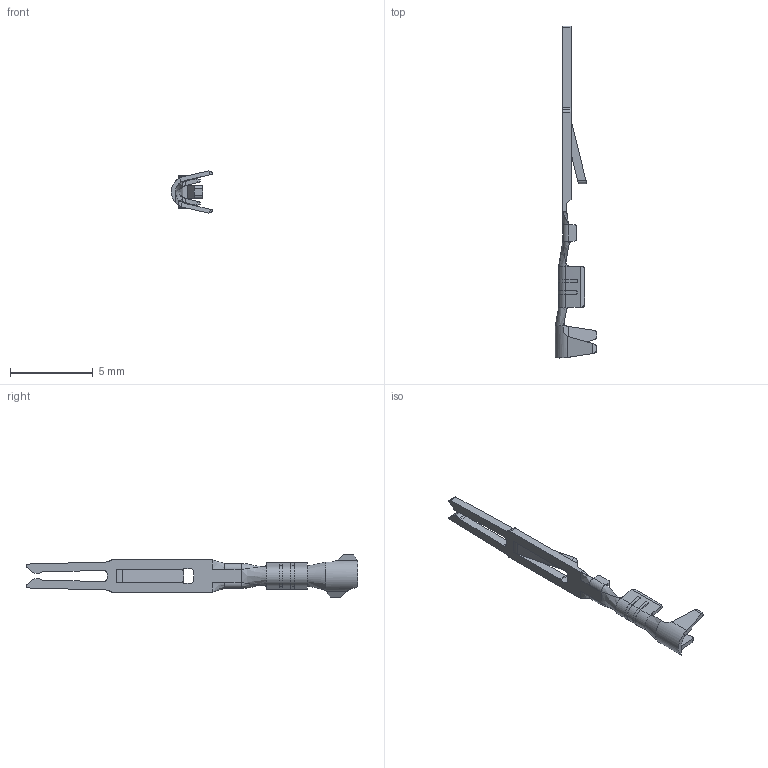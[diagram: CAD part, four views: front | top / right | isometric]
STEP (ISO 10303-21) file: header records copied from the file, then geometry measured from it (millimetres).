
FILE_DESCRIPTION( ('This file contains a STEP AP42 implementation' ,'as created by ZW3D STEP Interface translator.') ,'2;1' );
FILE_NAME( '6341-TPS00X.stp' ,'231019.161717', (''), ('ZWCAD Software Co.'), 'Version 1.0', 'ZW3D to STEP translator', '' );
FILE_SCHEMA(('AUTOMOTIVE_DESIGN { 1 0 10303 214 1 1 1 1 }'));
Length unit declared in the file: millimetre
Products named in the file (1): 0
Bounding box: 2.5 x 20.05 x 2.55 mm (x, y, z)
Volume: 13.6 mm3; surface area: 110.6 mm2
Topology: 1 solids, 1 shells, 186 faces, 514 edges, 330 vertices
Faces by surface type: plane 87, bspline 60, cylinder 39
Entity records: 6723 total; most frequent: CARTESIAN_POINT 2095, ORIENTED_EDGE 1028, DIRECTION 780, EDGE_CURVE 514, VERTEX_POINT 330, VECTOR 328, LINE 328, AXIS2_PLACEMENT_3D 226
